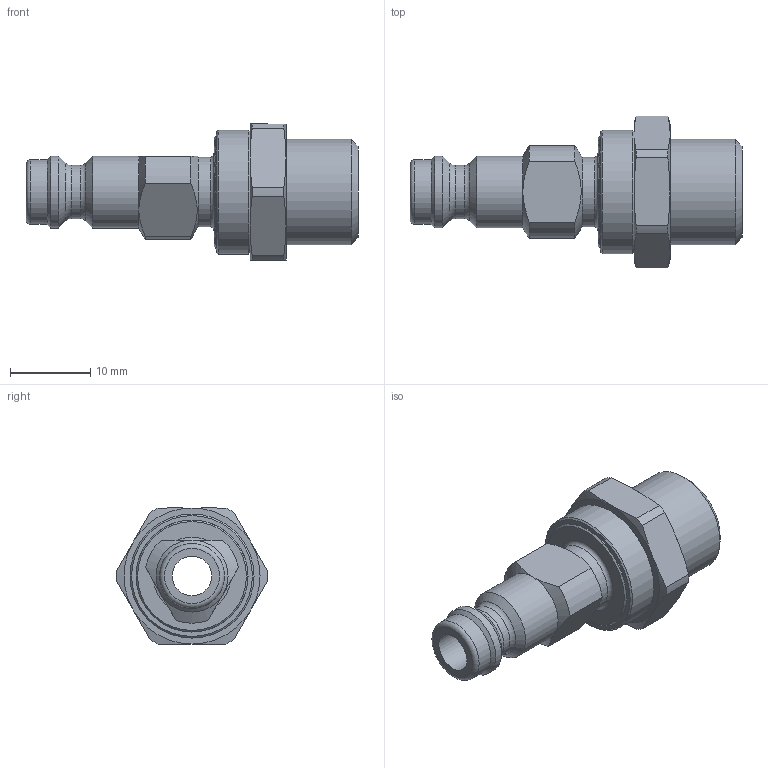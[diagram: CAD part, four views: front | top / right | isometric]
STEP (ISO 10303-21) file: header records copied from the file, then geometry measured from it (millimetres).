
FILE_DESCRIPTION(/* description */ (''),/* implementation_level */ '2;1');
FILE_NAME(/* name */ '21sfaw13mxx3.stp',/* time_stamp */ '2021-06-17T11:37:55+02:00',/* author */ ('IA176480'),/* organization */ (''),/* preprocessor_version */ 'ST-DEVELOPER v17.2',/* originating_system */ 'Autodesk Inventor 2019',/* authorisation */ '');
FILE_SCHEMA (('CONFIG_CONTROL_DESIGN'));
Length unit declared in the file: millimetre
Products named in the file (3): 21SFAW13MXX3; 21SFAW13MXX3S; D103012
Assembly tree (2 placements, depth 2):
  21SFAW13MXX3
    21SFAW13MXX3S
    D103012
Bounding box: 41.5 x 19 x 17 mm (x, y, z)
Volume: 3760.3 mm3; surface area: 3057.1 mm2
Topology: 2 solids, 2 shells, 65 faces, 173 edges, 115 vertices
Faces by surface type: cone 25, cylinder 20, plane 16, torus 4
Full cylindrical faces by diameter (mm): 4.95 x1, 6.65 x1, 8.1 x1, 8.7 x1, 9 x2, 13.157 x1, 13.85 x1, 14 x1, 14.05 x1, 15.5 x1
Entity records: 2167 total; most frequent: CARTESIAN_POINT 426, DIRECTION 379, ORIENTED_EDGE 346, EDGE_CURVE 173, AXIS2_PLACEMENT_3D 170, VERTEX_POINT 115, CIRCLE 100, EDGE_LOOP 72
